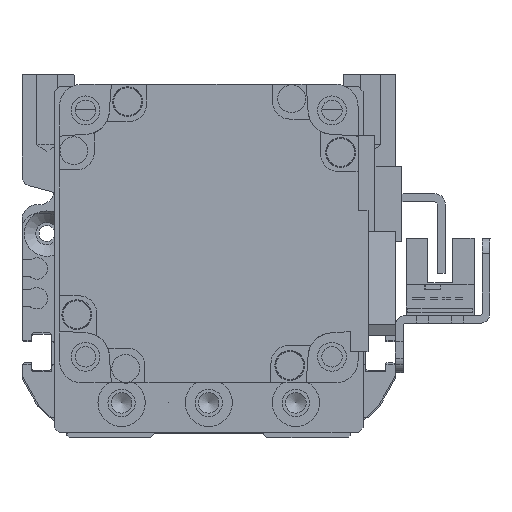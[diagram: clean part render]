
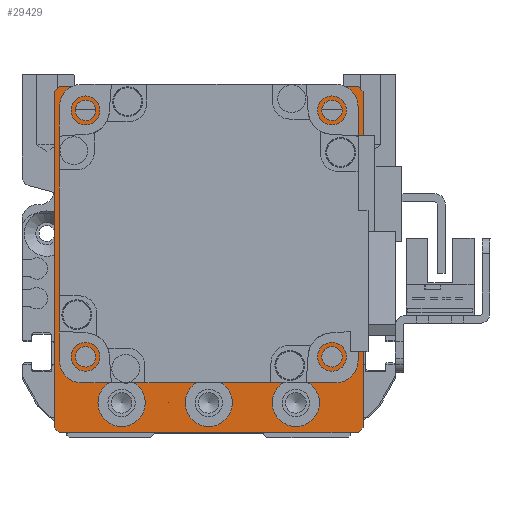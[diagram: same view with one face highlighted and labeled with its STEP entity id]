
A CAD part, left-side view. The second image highlights one B-rep face of the part: STEP entity #29429.
In plain terms, the highlighted face is planar.
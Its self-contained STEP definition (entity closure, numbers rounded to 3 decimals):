
#925=FACE_BOUND('',#5817,.T.);
#926=FACE_BOUND('',#5818,.T.);
#927=FACE_BOUND('',#5819,.T.);
#928=FACE_BOUND('',#5820,.T.);
#929=FACE_BOUND('',#5821,.T.);
#930=FACE_BOUND('',#5822,.T.);
#931=FACE_BOUND('',#5823,.T.);
#932=FACE_BOUND('',#5824,.T.);
#1676=PLANE('',#33057);
#3808=FACE_OUTER_BOUND('',#5816,.T.);
#5816=EDGE_LOOP('',(#26552,#26553,#26554,#26555,#26556,#26557,#26558,#26559));
#5817=EDGE_LOOP('',(#26560));
#5818=EDGE_LOOP('',(#26561));
#5819=EDGE_LOOP('',(#26562));
#5820=EDGE_LOOP('',(#26563));
#5821=EDGE_LOOP('',(#26564));
#5822=EDGE_LOOP('',(#26565));
#5823=EDGE_LOOP('',(#26566));
#5824=EDGE_LOOP('',(#26567));
#8122=LINE('',#50828,#10479);
#8125=LINE('',#50833,#10482);
#8127=LINE('',#50837,#10484);
#8129=LINE('',#50841,#10486);
#8131=LINE('',#50846,#10488);
#8133=LINE('',#50849,#10490);
#8134=LINE('',#50851,#10491);
#8135=LINE('',#50852,#10492);
#10479=VECTOR('',#41271,10.);
#10482=VECTOR('',#41276,10.);
#10484=VECTOR('',#41280,10.);
#10486=VECTOR('',#41284,10.);
#10488=VECTOR('',#41288,10.);
#10490=VECTOR('',#41292,10.);
#10491=VECTOR('',#41293,10.);
#10492=VECTOR('',#41294,10.);
#12377=CIRCLE('',#33058,25.);
#12378=CIRCLE('',#33059,2.067);
#12379=CIRCLE('',#33060,2.067);
#12380=CIRCLE('',#33061,2.067);
#12381=CIRCLE('',#33062,2.067);
#12382=CIRCLE('',#33063,4.75);
#12383=CIRCLE('',#33064,4.75);
#12384=CIRCLE('',#33065,4.75);
#14919=VERTEX_POINT('',#50825);
#14920=VERTEX_POINT('',#50827);
#14921=VERTEX_POINT('',#50831);
#14922=VERTEX_POINT('',#50835);
#14923=VERTEX_POINT('',#50839);
#14924=VERTEX_POINT('',#50843);
#14925=VERTEX_POINT('',#50845);
#14926=VERTEX_POINT('',#50850);
#14927=VERTEX_POINT('',#50853);
#14928=VERTEX_POINT('',#50855);
#14929=VERTEX_POINT('',#50857);
#14930=VERTEX_POINT('',#50859);
#14931=VERTEX_POINT('',#50861);
#14932=VERTEX_POINT('',#50863);
#14933=VERTEX_POINT('',#50865);
#14934=VERTEX_POINT('',#50867);
#18866=EDGE_CURVE('',#14919,#14920,#8122,.T.);
#18869=EDGE_CURVE('',#14919,#14921,#8125,.T.);
#18871=EDGE_CURVE('',#14922,#14921,#8127,.T.);
#18873=EDGE_CURVE('',#14922,#14923,#8129,.T.);
#18875=EDGE_CURVE('',#14924,#14925,#8131,.T.);
#18877=EDGE_CURVE('',#14924,#14920,#8133,.T.);
#18878=EDGE_CURVE('',#14926,#14923,#8134,.T.);
#18879=EDGE_CURVE('',#14926,#14925,#8135,.T.);
#18880=EDGE_CURVE('',#14927,#14927,#12377,.T.);
#18881=EDGE_CURVE('',#14928,#14928,#12378,.T.);
#18882=EDGE_CURVE('',#14929,#14929,#12379,.T.);
#18883=EDGE_CURVE('',#14930,#14930,#12380,.T.);
#18884=EDGE_CURVE('',#14931,#14931,#12381,.T.);
#18885=EDGE_CURVE('',#14932,#14932,#12382,.T.);
#18886=EDGE_CURVE('',#14933,#14933,#12383,.T.);
#18887=EDGE_CURVE('',#14934,#14934,#12384,.T.);
#26552=ORIENTED_EDGE('',*,*,#18875,.F.);
#26553=ORIENTED_EDGE('',*,*,#18877,.T.);
#26554=ORIENTED_EDGE('',*,*,#18866,.F.);
#26555=ORIENTED_EDGE('',*,*,#18869,.T.);
#26556=ORIENTED_EDGE('',*,*,#18871,.F.);
#26557=ORIENTED_EDGE('',*,*,#18873,.T.);
#26558=ORIENTED_EDGE('',*,*,#18878,.F.);
#26559=ORIENTED_EDGE('',*,*,#18879,.T.);
#26560=ORIENTED_EDGE('',*,*,#18880,.T.);
#26561=ORIENTED_EDGE('',*,*,#18881,.T.);
#26562=ORIENTED_EDGE('',*,*,#18882,.T.);
#26563=ORIENTED_EDGE('',*,*,#18883,.T.);
#26564=ORIENTED_EDGE('',*,*,#18884,.T.);
#26565=ORIENTED_EDGE('',*,*,#18885,.T.);
#26566=ORIENTED_EDGE('',*,*,#18886,.T.);
#26567=ORIENTED_EDGE('',*,*,#18887,.T.);
#29429=ADVANCED_FACE('',(#3808,#925,#926,#927,#928,#929,#930,#931,#932),
#1676,.T.);
#33057=AXIS2_PLACEMENT_3D('',#50848,#41290,#41291);
#33058=AXIS2_PLACEMENT_3D('',#50854,#41295,#41296);
#33059=AXIS2_PLACEMENT_3D('',#50856,#41297,#41298);
#33060=AXIS2_PLACEMENT_3D('',#50858,#41299,#41300);
#33061=AXIS2_PLACEMENT_3D('',#50860,#41301,#41302);
#33062=AXIS2_PLACEMENT_3D('',#50862,#41303,#41304);
#33063=AXIS2_PLACEMENT_3D('',#50864,#41305,#41306);
#33064=AXIS2_PLACEMENT_3D('',#50866,#41307,#41308);
#33065=AXIS2_PLACEMENT_3D('',#50868,#41309,#41310);
#41271=DIRECTION('',(-0.707,-0.707,0.));
#41276=DIRECTION('',(0.,1.,0.));
#41280=DIRECTION('',(0.707,-0.707,0.));
#41284=DIRECTION('',(-1.,0.,0.));
#41288=DIRECTION('',(-0.707,0.707,0.));
#41290=DIRECTION('center_axis',(0.,0.,1.));
#41291=DIRECTION('ref_axis',(1.,0.,0.));
#41292=DIRECTION('',(1.,0.,0.));
#41293=DIRECTION('',(0.707,0.707,0.));
#41294=DIRECTION('',(0.,-1.,0.));
#41295=DIRECTION('center_axis',(0.,0.,-1.));
#41296=DIRECTION('ref_axis',(1.,0.,0.));
#41297=DIRECTION('center_axis',(0.,0.,-1.));
#41298=DIRECTION('ref_axis',(1.,0.,0.));
#41299=DIRECTION('center_axis',(0.,0.,-1.));
#41300=DIRECTION('ref_axis',(1.,0.,0.));
#41301=DIRECTION('center_axis',(0.,0.,-1.));
#41302=DIRECTION('ref_axis',(1.,0.,0.));
#41303=DIRECTION('center_axis',(0.,0.,-1.));
#41304=DIRECTION('ref_axis',(1.,0.,0.));
#41305=DIRECTION('center_axis',(0.,0.,-1.));
#41306=DIRECTION('ref_axis',(1.,0.,0.));
#41307=DIRECTION('center_axis',(0.,0.,-1.));
#41308=DIRECTION('ref_axis',(1.,0.,0.));
#41309=DIRECTION('center_axis',(0.,0.,-1.));
#41310=DIRECTION('ref_axis',(1.,0.,0.));
#50825=CARTESIAN_POINT('',(31.,-33.75,59.));
#50827=CARTESIAN_POINT('',(30.,-34.75,59.));
#50828=CARTESIAN_POINT('',(31.438,-33.313,59.));
#50831=CARTESIAN_POINT('',(31.,33.75,59.));
#50833=CARTESIAN_POINT('',(31.,-34.75,59.));
#50835=CARTESIAN_POINT('',(30.,34.75,59.));
#50837=CARTESIAN_POINT('',(31.438,33.313,59.));
#50839=CARTESIAN_POINT('',(-30.,34.75,59.));
#50841=CARTESIAN_POINT('',(31.,34.75,59.));
#50843=CARTESIAN_POINT('',(-30.,-34.75,59.));
#50845=CARTESIAN_POINT('',(-31.,-33.75,59.));
#50846=CARTESIAN_POINT('',(-31.438,-33.313,59.));
#50848=CARTESIAN_POINT('Origin',(0.,0.,
59.));
#50849=CARTESIAN_POINT('',(-31.,-34.75,59.));
#50850=CARTESIAN_POINT('',(-31.,33.75,59.));
#50851=CARTESIAN_POINT('',(-31.438,33.313,59.));
#50852=CARTESIAN_POINT('',(-31.,34.75,59.));
#50853=CARTESIAN_POINT('',(-25.,5.25,59.));
#50854=CARTESIAN_POINT('Origin',(0.,5.25,59.));
#50855=CARTESIAN_POINT('',(22.682,-19.499,59.));
#50856=CARTESIAN_POINT('Origin',(24.749,-19.499,59.));
#50857=CARTESIAN_POINT('',(22.682,29.999,59.));
#50858=CARTESIAN_POINT('Origin',(24.749,29.999,59.));
#50859=CARTESIAN_POINT('',(-26.816,29.999,59.));
#50860=CARTESIAN_POINT('Origin',(-24.749,29.999,59.));
#50861=CARTESIAN_POINT('',(-26.816,-19.499,59.));
#50862=CARTESIAN_POINT('Origin',(-24.749,-19.499,59.));
#50863=CARTESIAN_POINT('',(12.75,-28.75,59.));
#50864=CARTESIAN_POINT('Origin',(17.5,-28.75,59.));
#50865=CARTESIAN_POINT('',(-4.75,-28.75,59.));
#50866=CARTESIAN_POINT('Origin',(0.,-28.75,59.));
#50867=CARTESIAN_POINT('',(-22.25,-28.75,59.));
#50868=CARTESIAN_POINT('Origin',(-17.5,-28.75,59.));
